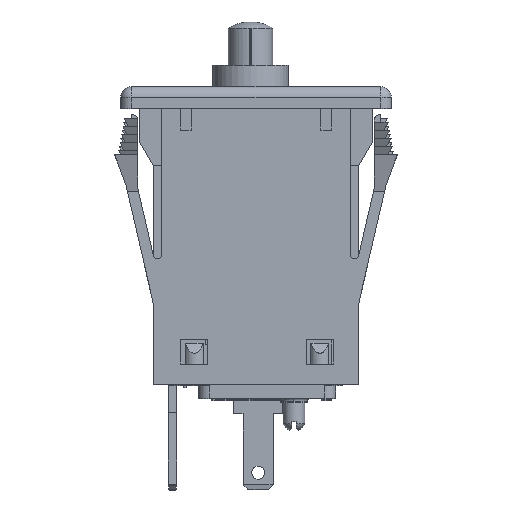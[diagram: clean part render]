
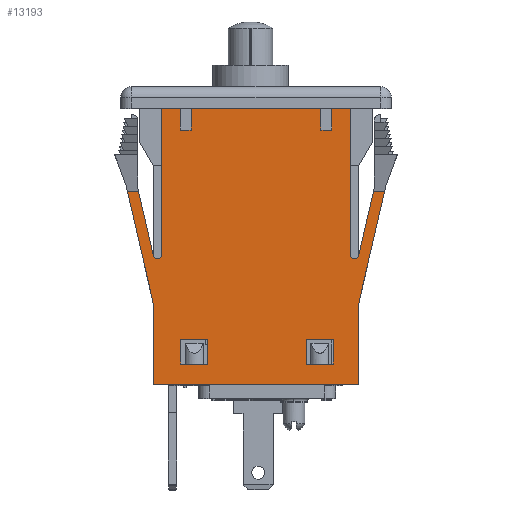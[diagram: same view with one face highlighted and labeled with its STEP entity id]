
A CAD part, top view. The second image highlights one B-rep face of the part: STEP entity #13193.
In plain terms, the highlighted planar face has unit normal (0, 0, 1).
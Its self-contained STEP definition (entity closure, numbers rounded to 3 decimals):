
#841=DIRECTION('',(0.,-1.,0.));
#842=VECTOR('',#841,2.);
#843=CARTESIAN_POINT('',(6.5,26.,5.5));
#844=LINE('',#843,#842);
#845=DIRECTION('',(1.,0.,0.));
#846=VECTOR('',#845,1.);
#847=CARTESIAN_POINT('',(6.5,24.,5.5));
#848=LINE('',#847,#846);
#849=DIRECTION('',(0.,-1.,0.));
#850=VECTOR('',#849,2.);
#851=CARTESIAN_POINT('',(7.5,26.,5.5));
#852=LINE('',#851,#850);
#853=DIRECTION('',(1.,0.,0.));
#854=VECTOR('',#853,1.7);
#855=CARTESIAN_POINT('',(7.5,26.,5.5));
#856=LINE('',#855,#854);
#857=DIRECTION('',(0.,1.,0.));
#858=VECTOR('',#857,13.5);
#859=CARTESIAN_POINT('',(9.2,12.5,5.5));
#860=LINE('',#859,#858);
#861=CARTESIAN_POINT('',(9.6,12.5,5.5));
#862=DIRECTION('',(0.,0.,1.));
#863=DIRECTION('',(-1.,0.,0.));
#864=AXIS2_PLACEMENT_3D('',#861,#862,#863);
#866=DIRECTION('',(0.,1.,0.));
#867=VECTOR('',#866,7.509);
#868=CARTESIAN_POINT('',(10.,0.5,5.5));
#869=LINE('',#868,#867);
#870=DIRECTION('',(-1.,0.,0.));
#871=VECTOR('',#870,19.);
#872=CARTESIAN_POINT('',(10.,0.5,5.5));
#873=LINE('',#872,#871);
#874=DIRECTION('',(0.,-1.,0.));
#875=VECTOR('',#874,7.509);
#876=CARTESIAN_POINT('',(-9.,8.009,5.5));
#877=LINE('',#876,#875);
#878=CARTESIAN_POINT('',(-8.6,12.5,5.5));
#879=DIRECTION('',(0.,0.,1.));
#880=DIRECTION('',(-0.974,-0.225,0.));
#881=AXIS2_PLACEMENT_3D('',#878,#879,#880);
#883=DIRECTION('',(0.,-1.,0.));
#884=VECTOR('',#883,13.5);
#885=CARTESIAN_POINT('',(-8.2,26.,5.5));
#886=LINE('',#885,#884);
#887=DIRECTION('',(1.,0.,0.));
#888=VECTOR('',#887,1.7);
#889=CARTESIAN_POINT('',(-8.2,26.,5.5));
#890=LINE('',#889,#888);
#891=DIRECTION('',(0.,-1.,0.));
#892=VECTOR('',#891,2.);
#893=CARTESIAN_POINT('',(-6.5,26.,5.5));
#894=LINE('',#893,#892);
#895=DIRECTION('',(1.,0.,0.));
#896=VECTOR('',#895,1.);
#897=CARTESIAN_POINT('',(-6.5,24.,5.5));
#898=LINE('',#897,#896);
#899=DIRECTION('',(0.,-1.,0.));
#900=VECTOR('',#899,2.);
#901=CARTESIAN_POINT('',(-5.5,26.,5.5));
#902=LINE('',#901,#900);
#903=DIRECTION('',(1.,0.,0.));
#904=VECTOR('',#903,12.);
#905=CARTESIAN_POINT('',(-5.5,26.,5.5));
#906=LINE('',#905,#904);
#907=DIRECTION('',(0.,-1.,0.));
#908=VECTOR('',#907,2.3);
#909=CARTESIAN_POINT('',(-6.45,4.67,5.5));
#910=LINE('',#909,#908);
#911=DIRECTION('',(1.,0.,0.));
#912=VECTOR('',#911,2.5);
#913=CARTESIAN_POINT('',(-6.45,2.37,5.5));
#914=LINE('',#913,#912);
#915=DIRECTION('',(0.,1.,0.));
#916=VECTOR('',#915,2.3);
#917=CARTESIAN_POINT('',(-3.95,2.37,5.5));
#918=LINE('',#917,#916);
#919=DIRECTION('',(-1.,0.,0.));
#920=VECTOR('',#919,2.5);
#921=CARTESIAN_POINT('',(-3.95,4.67,5.5));
#922=LINE('',#921,#920);
#923=DIRECTION('',(0.,-1.,0.));
#924=VECTOR('',#923,2.3);
#925=CARTESIAN_POINT('',(5.15,4.67,5.5));
#926=LINE('',#925,#924);
#927=DIRECTION('',(1.,0.,0.));
#928=VECTOR('',#927,2.5);
#929=CARTESIAN_POINT('',(5.15,2.37,5.5));
#930=LINE('',#929,#928);
#931=DIRECTION('',(0.,1.,0.));
#932=VECTOR('',#931,2.3);
#933=CARTESIAN_POINT('',(7.65,2.37,5.5));
#934=LINE('',#933,#932);
#935=DIRECTION('',(-1.,0.,0.));
#936=VECTOR('',#935,2.5);
#937=CARTESIAN_POINT('',(7.65,4.67,5.5));
#938=LINE('',#937,#936);
#1045=DIRECTION('',(-0.225,0.974,0.));
#1046=VECTOR('',#1045,6.087);
#1047=CARTESIAN_POINT('',(-8.99,12.41,5.5));
#1048=LINE('',#1047,#1046);
#1057=DIRECTION('',(-1.,0.,0.));
#1058=VECTOR('',#1057,1.026);
#1059=CARTESIAN_POINT('',(-10.359,18.341,5.5));
#1060=LINE('',#1059,#1058);
#1419=DIRECTION('',(0.225,-0.974,0.));
#1420=VECTOR('',#1419,10.604);
#1421=CARTESIAN_POINT('',(-11.385,18.341,5.5));
#1422=LINE('',#1421,#1420);
#1819=DIRECTION('',(0.225,0.974,0.));
#1820=VECTOR('',#1819,10.604);
#1821=CARTESIAN_POINT('',(10.,8.009,5.5));
#1822=LINE('',#1821,#1820);
#1827=DIRECTION('',(1.,0.,0.));
#1828=VECTOR('',#1827,1.026);
#1829=CARTESIAN_POINT('',(11.359,18.341,5.5));
#1830=LINE('',#1829,#1828);
#1992=DIRECTION('',(-0.225,-0.974,0.));
#1993=VECTOR('',#1992,6.087);
#1994=CARTESIAN_POINT('',(11.359,18.341,5.5));
#1995=LINE('',#1994,#1993);
#9302=CARTESIAN_POINT('',(9.2,26.,5.5));
#9303=VERTEX_POINT('',#9302);
#9306=CARTESIAN_POINT('',(-8.2,26.,5.5));
#9307=VERTEX_POINT('',#9306);
#9317=CARTESIAN_POINT('',(10.,0.5,5.5));
#9319=VERTEX_POINT('',#9317);
#9322=CARTESIAN_POINT('',(9.2,12.5,5.5));
#9323=VERTEX_POINT('',#9322);
#9326=CARTESIAN_POINT('',(-8.2,12.5,5.5));
#9327=VERTEX_POINT('',#9326);
#9329=CARTESIAN_POINT('',(-9.,0.5,5.5));
#9331=VERTEX_POINT('',#9329);
#9614=CARTESIAN_POINT('',(10.,8.009,5.5));
#9615=CARTESIAN_POINT('',(12.385,18.341,5.5));
#9616=VERTEX_POINT('',#9614);
#9617=VERTEX_POINT('',#9615);
#9622=CARTESIAN_POINT('',(11.359,18.341,5.5));
#9623=CARTESIAN_POINT('',(9.99,12.41,5.5));
#9624=VERTEX_POINT('',#9622);
#9625=VERTEX_POINT('',#9623);
#9650=CARTESIAN_POINT('',(-11.385,18.341,5.5));
#9651=CARTESIAN_POINT('',(-9.,8.009,5.5));
#9652=VERTEX_POINT('',#9650);
#9653=VERTEX_POINT('',#9651);
#9654=CARTESIAN_POINT('',(-8.99,12.41,5.5));
#9655=CARTESIAN_POINT('',(-10.359,18.341,5.5));
#9656=VERTEX_POINT('',#9654);
#9657=VERTEX_POINT('',#9655);
#9792=CARTESIAN_POINT('',(6.5,26.,5.5));
#9793=CARTESIAN_POINT('',(6.5,24.,5.5));
#9794=VERTEX_POINT('',#9792);
#9795=VERTEX_POINT('',#9793);
#9796=CARTESIAN_POINT('',(7.5,24.,5.5));
#9797=VERTEX_POINT('',#9796);
#9798=CARTESIAN_POINT('',(7.5,26.,5.5));
#9799=VERTEX_POINT('',#9798);
#9800=CARTESIAN_POINT('',(-6.5,26.,5.5));
#9801=CARTESIAN_POINT('',(-6.5,24.,5.5));
#9802=VERTEX_POINT('',#9800);
#9803=VERTEX_POINT('',#9801);
#9804=CARTESIAN_POINT('',(-5.5,24.,5.5));
#9805=VERTEX_POINT('',#9804);
#9806=CARTESIAN_POINT('',(-5.5,26.,5.5));
#9807=VERTEX_POINT('',#9806);
#9860=CARTESIAN_POINT('',(-6.45,4.67,5.5));
#9861=CARTESIAN_POINT('',(-6.45,2.37,5.5));
#9862=VERTEX_POINT('',#9860);
#9863=VERTEX_POINT('',#9861);
#9864=CARTESIAN_POINT('',(-3.95,2.37,5.5));
#9865=VERTEX_POINT('',#9864);
#9866=CARTESIAN_POINT('',(-3.95,4.67,5.5));
#9867=VERTEX_POINT('',#9866);
#9868=CARTESIAN_POINT('',(5.15,4.67,5.5));
#9869=CARTESIAN_POINT('',(5.15,2.37,5.5));
#9870=VERTEX_POINT('',#9868);
#9871=VERTEX_POINT('',#9869);
#9872=CARTESIAN_POINT('',(7.65,2.37,5.5));
#9873=VERTEX_POINT('',#9872);
#9874=CARTESIAN_POINT('',(7.65,4.67,5.5));
#9875=VERTEX_POINT('',#9874);
#13132=CARTESIAN_POINT('',(0.,0.5,5.5));
#13133=DIRECTION('',(0.,0.,1.));
#13134=DIRECTION('',(1.,0.,0.));
#13135=AXIS2_PLACEMENT_3D('',#13132,#13133,#13134);
#13136=PLANE('',#13135);
#13137=ORIENTED_EDGE('',*,*,#12879,.T.);
#13138=ORIENTED_EDGE('',*,*,#12909,.T.);
#13139=ORIENTED_EDGE('',*,*,#12938,.F.);
#13140=ORIENTED_EDGE('',*,*,#12991,.T.);
#13142=ORIENTED_EDGE('',*,*,#13141,.F.);
#13144=ORIENTED_EDGE('',*,*,#13143,.T.);
#13146=ORIENTED_EDGE('',*,*,#13145,.F.);
#13148=ORIENTED_EDGE('',*,*,#13147,.T.);
#13150=ORIENTED_EDGE('',*,*,#13149,.F.);
#13152=ORIENTED_EDGE('',*,*,#13151,.F.);
#13153=ORIENTED_EDGE('',*,*,#12603,.T.);
#13155=ORIENTED_EDGE('',*,*,#13154,.F.);
#13157=ORIENTED_EDGE('',*,*,#13156,.F.);
#13159=ORIENTED_EDGE('',*,*,#13158,.F.);
#13161=ORIENTED_EDGE('',*,*,#13160,.F.);
#13163=ORIENTED_EDGE('',*,*,#13162,.T.);
#13165=ORIENTED_EDGE('',*,*,#13164,.F.);
#13166=ORIENTED_EDGE('',*,*,#13005,.T.);
#13167=ORIENTED_EDGE('',*,*,#13068,.T.);
#13168=ORIENTED_EDGE('',*,*,#13096,.T.);
#13169=ORIENTED_EDGE('',*,*,#13123,.F.);
#13170=ORIENTED_EDGE('',*,*,#12997,.T.);
#13171=EDGE_LOOP('',(#13137,#13138,#13139,#13140,#13142,#13144,#13146,#13148,
#13150,#13152,#13153,#13155,#13157,#13159,#13161,#13163,#13165,#13166,#13167,
#13168,#13169,#13170));
#13172=FACE_OUTER_BOUND('',#13171,.F.);
#13174=ORIENTED_EDGE('',*,*,#13173,.T.);
#13176=ORIENTED_EDGE('',*,*,#13175,.T.);
#13178=ORIENTED_EDGE('',*,*,#13177,.T.);
#13180=ORIENTED_EDGE('',*,*,#13179,.T.);
#13181=EDGE_LOOP('',(#13174,#13176,#13178,#13180));
#13182=FACE_BOUND('',#13181,.F.);
#13184=ORIENTED_EDGE('',*,*,#13183,.T.);
#13186=ORIENTED_EDGE('',*,*,#13185,.T.);
#13188=ORIENTED_EDGE('',*,*,#13187,.T.);
#13190=ORIENTED_EDGE('',*,*,#13189,.T.);
#13191=EDGE_LOOP('',(#13184,#13186,#13188,#13190));
#13192=FACE_BOUND('',#13191,.F.);
#865=CIRCLE('',#864,0.4);
#882=CIRCLE('',#881,0.4);
#12603=EDGE_CURVE('',#9319,#9331,#873,.T.);
#12879=EDGE_CURVE('',#9794,#9795,#844,.T.);
#12909=EDGE_CURVE('',#9795,#9797,#848,.T.);
#12938=EDGE_CURVE('',#9799,#9797,#852,.T.);
#12991=EDGE_CURVE('',#9799,#9303,#856,.T.);
#12997=EDGE_CURVE('',#9807,#9794,#906,.T.);
#13005=EDGE_CURVE('',#9307,#9802,#890,.T.);
#13068=EDGE_CURVE('',#9802,#9803,#894,.T.);
#13096=EDGE_CURVE('',#9803,#9805,#898,.T.);
#13123=EDGE_CURVE('',#9807,#9805,#902,.T.);
#13141=EDGE_CURVE('',#9323,#9303,#860,.T.);
#13143=EDGE_CURVE('',#9323,#9625,#865,.T.);
#13145=EDGE_CURVE('',#9624,#9625,#1995,.T.);
#13147=EDGE_CURVE('',#9624,#9617,#1830,.T.);
#13149=EDGE_CURVE('',#9616,#9617,#1822,.T.);
#13151=EDGE_CURVE('',#9319,#9616,#869,.T.);
#13154=EDGE_CURVE('',#9653,#9331,#877,.T.);
#13156=EDGE_CURVE('',#9652,#9653,#1422,.T.);
#13158=EDGE_CURVE('',#9657,#9652,#1060,.T.);
#13160=EDGE_CURVE('',#9656,#9657,#1048,.T.);
#13162=EDGE_CURVE('',#9656,#9327,#882,.T.);
#13164=EDGE_CURVE('',#9307,#9327,#886,.T.);
#13173=EDGE_CURVE('',#9862,#9863,#910,.T.);
#13175=EDGE_CURVE('',#9863,#9865,#914,.T.);
#13177=EDGE_CURVE('',#9865,#9867,#918,.T.);
#13179=EDGE_CURVE('',#9867,#9862,#922,.T.);
#13183=EDGE_CURVE('',#9870,#9871,#926,.T.);
#13185=EDGE_CURVE('',#9871,#9873,#930,.T.);
#13187=EDGE_CURVE('',#9873,#9875,#934,.T.);
#13189=EDGE_CURVE('',#9875,#9870,#938,.T.);
#13193=ADVANCED_FACE('',(#13172,#13182,#13192),#13136,.T.);
